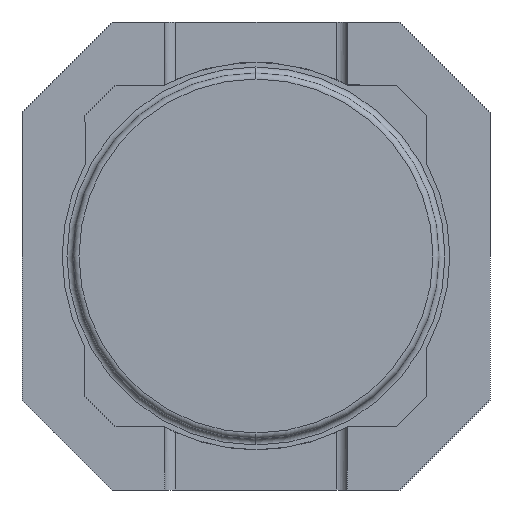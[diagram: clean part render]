
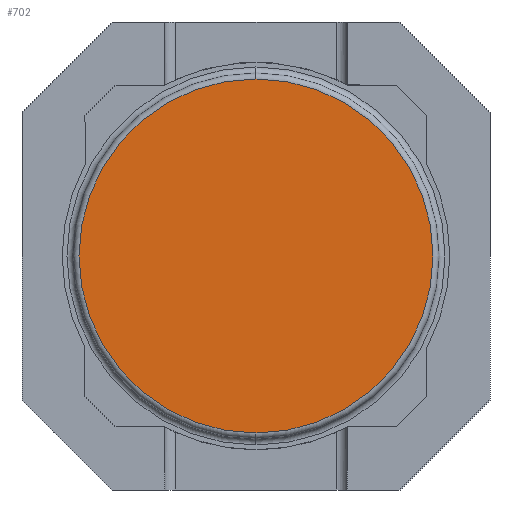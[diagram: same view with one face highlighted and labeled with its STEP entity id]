
A CAD part, front view. The second image highlights one B-rep face of the part: STEP entity #702.
In plain terms, the highlighted planar face has unit normal (0, -1, 0).
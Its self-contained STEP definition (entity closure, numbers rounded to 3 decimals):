
#21 = DIRECTION ( 'NONE',  ( 0., 0., -1. ) ) ;
#288 = EDGE_CURVE ( 'NONE', #3140, #932, #868, .T. ) ;
#492 = DIRECTION ( 'NONE',  ( 0., 0., -1. ) ) ;
#702 = ADVANCED_FACE ( 'NONE', ( #1956 ), #2208, .T. ) ;
#763 = ORIENTED_EDGE ( 'NONE', *, *, #288, .T. ) ;
#868 = CIRCLE ( 'NONE', #1617, 1.475 ) ;
#932 = VERTEX_POINT ( 'NONE', #3131 ) ;
#1030 = DIRECTION ( 'NONE',  ( 0., -1., 0. ) ) ;
#1617 = AXIS2_PLACEMENT_3D ( 'NONE', #1760, #2243, #2717 ) ;
#1760 = CARTESIAN_POINT ( 'NONE',  ( 0., 0.075, 0. ) ) ;
#1956 = FACE_OUTER_BOUND ( 'NONE', #3016, .T. ) ;
#2168 = AXIS2_PLACEMENT_3D ( 'NONE', #2716, #2971, #492 ) ;
#2208 = PLANE ( 'NONE',  #2168 ) ;
#2243 = DIRECTION ( 'NONE',  ( 0., -1., 0. ) ) ;
#2460 = EDGE_CURVE ( 'NONE', #932, #3140, #2555, .T. ) ;
#2498 = AXIS2_PLACEMENT_3D ( 'NONE', #3030, #1030, #21 ) ;
#2555 = CIRCLE ( 'NONE', #2498, 1.475 ) ;
#2716 = CARTESIAN_POINT ( 'NONE',  ( 0., 0.075, 0. ) ) ;
#2717 = DIRECTION ( 'NONE',  ( 0., 0., -1. ) ) ;
#2971 = DIRECTION ( 'NONE',  ( 0., -1., 0. ) ) ;
#3016 = EDGE_LOOP ( 'NONE', ( #763, #3145 ) ) ;
#3030 = CARTESIAN_POINT ( 'NONE',  ( 0., 0.075, 0. ) ) ;
#3082 = CARTESIAN_POINT ( 'NONE',  ( 0., 0.075, -1.475 ) ) ;
#3131 = CARTESIAN_POINT ( 'NONE',  ( 0., 0.075, 1.475 ) ) ;
#3140 = VERTEX_POINT ( 'NONE', #3082 ) ;
#3145 = ORIENTED_EDGE ( 'NONE', *, *, #2460, .T. ) ;
